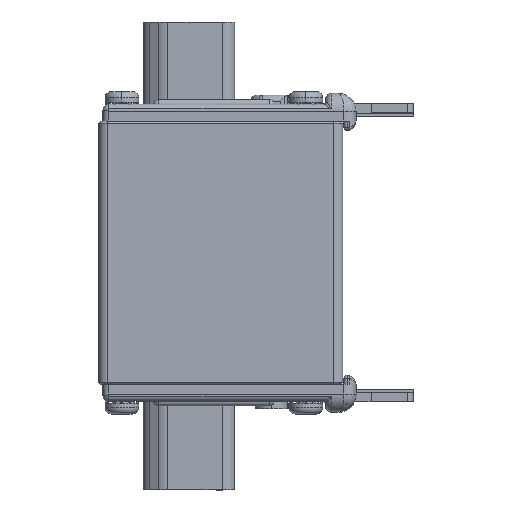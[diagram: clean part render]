
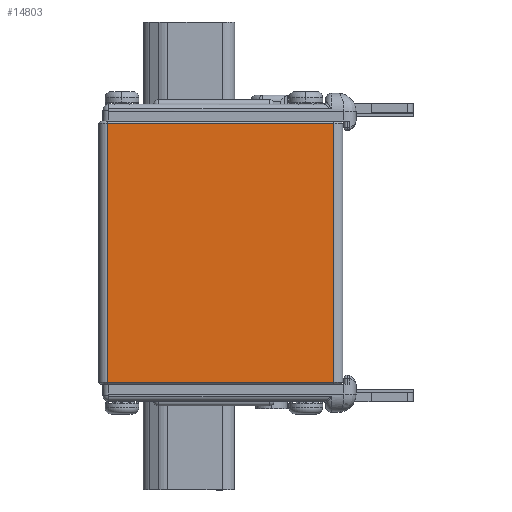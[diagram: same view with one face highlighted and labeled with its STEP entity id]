
A CAD part, top view. The second image highlights one B-rep face of the part: STEP entity #14803.
In plain terms, the highlighted planar face has unit normal (0, 0, 1).
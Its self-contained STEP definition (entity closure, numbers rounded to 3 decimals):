
#499 = EDGE_CURVE ( 'NONE', #17340, #23459, #2660, .T. ) ;
#2660 = LINE ( 'NONE', #8353, #17927 ) ;
#4934 = EDGE_CURVE ( 'NONE', #23459, #23406, #26616, .T. ) ;
#5192 = PLANE ( 'NONE',  #9249 ) ;
#7900 = EDGE_CURVE ( 'NONE', #23406, #17668, #18803, .T. ) ;
#8353 = CARTESIAN_POINT ( 'NONE',  ( -20.25, -21.5, 10.25 ) ) ;
#8493 = VECTOR ( 'NONE', #25487, 1000. ) ;
#9249 = AXIS2_PLACEMENT_3D ( 'NONE', #19704, #11505, #25970 ) ;
#10087 = VECTOR ( 'NONE', #26468, 1000. ) ;
#11505 = DIRECTION ( 'NONE',  ( 0., 0., -1. ) ) ;
#12327 = DIRECTION ( 'NONE',  ( -1., 0., 0. ) ) ;
#14803 = ADVANCED_FACE ( 'NONE', ( #26257 ), #5192, .F. ) ;
#14996 = ORIENTED_EDGE ( 'NONE', *, *, #4934, .T. ) ;
#15212 = EDGE_LOOP ( 'NONE', ( #18842, #25039, #14996, #26658 ) ) ;
#17340 = VERTEX_POINT ( 'NONE', #20069 ) ;
#17668 = VERTEX_POINT ( 'NONE', #23603 ) ;
#17927 = VECTOR ( 'NONE', #22898, 1000. ) ;
#18803 = LINE ( 'NONE', #26811, #24320 ) ;
#18842 = ORIENTED_EDGE ( 'NONE', *, *, #24758, .T. ) ;
#19532 = LINE ( 'NONE', #23414, #8493 ) ;
#19704 = CARTESIAN_POINT ( 'NONE',  ( -20.25, 21.85, 10.25 ) ) ;
#20069 = CARTESIAN_POINT ( 'NONE',  ( -18.75, -21.5, 10.25 ) ) ;
#22339 = CARTESIAN_POINT ( 'NONE',  ( 18.75, 21.85, 10.25 ) ) ;
#22898 = DIRECTION ( 'NONE',  ( 1., 0., 0. ) ) ;
#23406 = VERTEX_POINT ( 'NONE', #25953 ) ;
#23414 = CARTESIAN_POINT ( 'NONE',  ( -18.75, 21.85, 10.25 ) ) ;
#23459 = VERTEX_POINT ( 'NONE', #23872 ) ;
#23603 = CARTESIAN_POINT ( 'NONE',  ( -18.75, 21.5, 10.25 ) ) ;
#23872 = CARTESIAN_POINT ( 'NONE',  ( 18.75, -21.5, 10.25 ) ) ;
#24320 = VECTOR ( 'NONE', #12327, 1000. ) ;
#24758 = EDGE_CURVE ( 'NONE', #17668, #17340, #19532, .T. ) ;
#25039 = ORIENTED_EDGE ( 'NONE', *, *, #499, .T. ) ;
#25487 = DIRECTION ( 'NONE',  ( 0., -1., 0. ) ) ;
#25953 = CARTESIAN_POINT ( 'NONE',  ( 18.75, 21.5, 10.25 ) ) ;
#25970 = DIRECTION ( 'NONE',  ( -1., 0., 0. ) ) ;
#26257 = FACE_OUTER_BOUND ( 'NONE', #15212, .T. ) ;
#26468 = DIRECTION ( 'NONE',  ( 0., 1., 0. ) ) ;
#26616 = LINE ( 'NONE', #22339, #10087 ) ;
#26658 = ORIENTED_EDGE ( 'NONE', *, *, #7900, .T. ) ;
#26811 = CARTESIAN_POINT ( 'NONE',  ( -18.75, 21.5, 10.25 ) ) ;
